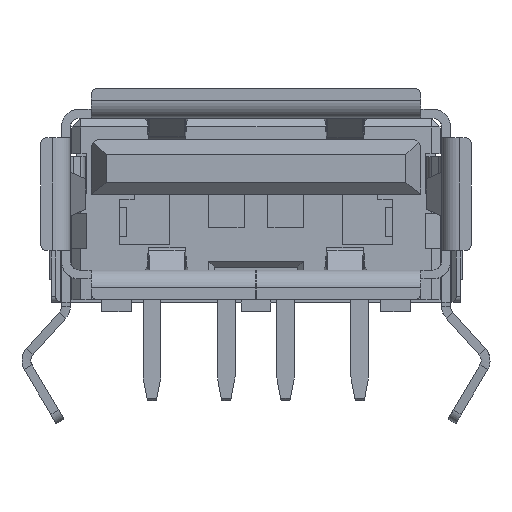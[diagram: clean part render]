
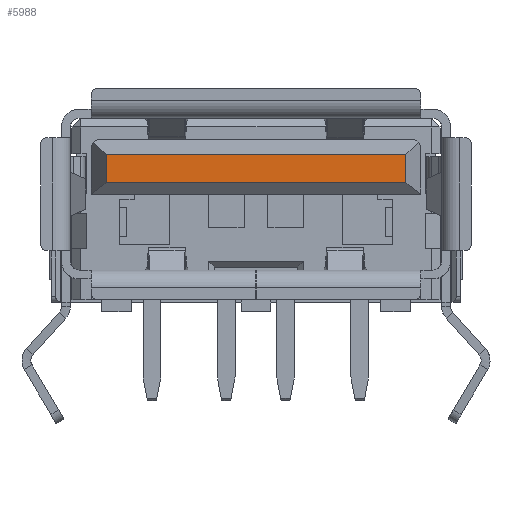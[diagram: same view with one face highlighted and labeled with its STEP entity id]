
A CAD part, front view. The second image highlights one B-rep face of the part: STEP entity #5988.
In plain terms, the highlighted planar face has unit normal (0, -1, 0).
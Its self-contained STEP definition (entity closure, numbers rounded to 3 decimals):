
#5065 = VERTEX_POINT('',#5066);
#5066 = CARTESIAN_POINT('',(5.05,-6.601,
    6.071));
#5076 = VERTEX_POINT('',#5077);
#5077 = CARTESIAN_POINT('',(-5.05,-6.601,
    6.071));
#5083 = EDGE_CURVE('',#5065,#5076,#5084,.T.);
#5084 = LINE('',#5085,#5086);
#5085 = CARTESIAN_POINT('',(5.528,-6.601,
    6.071));
#5086 = VECTOR('',#5087,1.);
#5087 = DIRECTION('',(-1.,0.,0.));
#5342 = EDGE_CURVE('',#5076,#5343,#5345,.T.);
#5343 = VERTEX_POINT('',#5344);
#5344 = CARTESIAN_POINT('',(-5.05,-6.601,
    5.111));
#5345 = LINE('',#5346,#5347);
#5346 = CARTESIAN_POINT('',(-5.05,-6.601,
    6.494));
#5347 = VECTOR('',#5348,1.);
#5348 = DIRECTION('',(0.,0.,-1.));
#5944 = VERTEX_POINT('',#5945);
#5945 = CARTESIAN_POINT('',(5.05,-6.601,
    5.111));
#5961 = EDGE_CURVE('',#5065,#5944,#5962,.T.);
#5962 = LINE('',#5963,#5964);
#5963 = CARTESIAN_POINT('',(5.05,-6.601,
    6.494));
#5964 = VECTOR('',#5965,1.);
#5965 = DIRECTION('',(0.,0.,-1.));
#5988 = ADVANCED_FACE('',(#5989),#6000,.F.);
#5989 = FACE_BOUND('',#5990,.T.);
#5990 = EDGE_LOOP('',(#5991,#5992,#5993,#5999));
#5991 = ORIENTED_EDGE('',*,*,#5083,.T.);
#5992 = ORIENTED_EDGE('',*,*,#5342,.T.);
#5993 = ORIENTED_EDGE('',*,*,#5994,.F.);
#5994 = EDGE_CURVE('',#5944,#5343,#5995,.T.);
#5995 = LINE('',#5996,#5997);
#5996 = CARTESIAN_POINT('',(5.617,-6.601,
    5.111));
#5997 = VECTOR('',#5998,1.);
#5998 = DIRECTION('',(-1.,0.,0.));
#5999 = ORIENTED_EDGE('',*,*,#5961,.F.);
#6000 = PLANE('',#6001);
#6001 = AXIS2_PLACEMENT_3D('',#6002,#6003,#6004);
#6002 = CARTESIAN_POINT('',(5.05,-6.601,
    6.071));
#6003 = DIRECTION('',(0.,1.,0.));
#6004 = DIRECTION('',(0.,0.,-1.));
